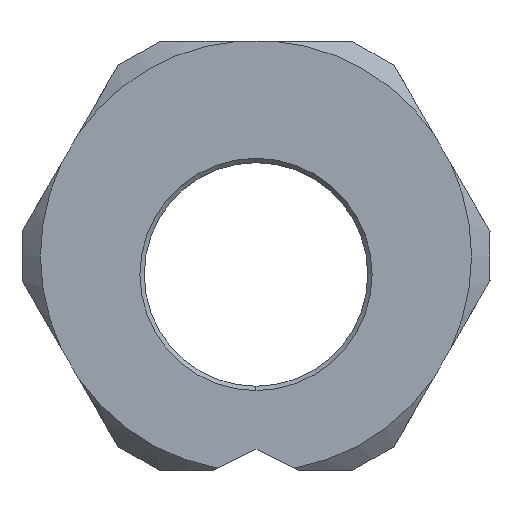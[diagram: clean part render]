
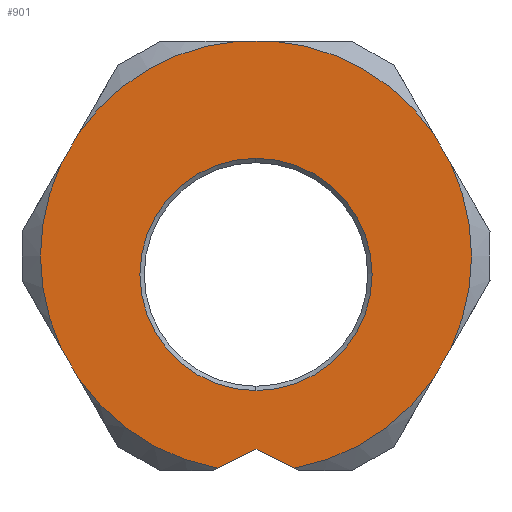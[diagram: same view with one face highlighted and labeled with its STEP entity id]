
A CAD part, front view. The second image highlights one B-rep face of the part: STEP entity #901.
In plain terms, the highlighted planar face has unit normal (0, -1, 0).
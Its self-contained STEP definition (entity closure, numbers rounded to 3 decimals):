
#1 = VECTOR ( 'NONE', #676, 1000. ) ;
#3 = EDGE_CURVE ( 'NONE', #1130, #281, #180, .T. ) ;
#8 = DIRECTION ( 'NONE',  ( 0.5, 0., 0.866 ) ) ;
#13 = LINE ( 'NONE', #264, #1160 ) ;
#25 = CIRCLE ( 'NONE', #971, 4.966 ) ;
#41 = EDGE_CURVE ( 'NONE', #856, #124, #1234, .T. ) ;
#87 = EDGE_CURVE ( 'NONE', #500, #1095, #25, .T. ) ;
#92 = CIRCLE ( 'NONE', #776, 4.966 ) ;
#105 = CARTESIAN_POINT ( 'NONE',  ( 4.089, 0., -2.817 ) ) ;
#109 = PLANE ( 'NONE',  #1076 ) ;
#114 = EDGE_CURVE ( 'NONE', #646, #611, #92, .T. ) ;
#115 = DIRECTION ( 'NONE',  ( 0., 0., 1. ) ) ;
#124 = VERTEX_POINT ( 'NONE', #1247 ) ;
#135 = ORIENTED_EDGE ( 'NONE', *, *, #1161, .F. ) ;
#152 = CARTESIAN_POINT ( 'NONE',  ( 0.395, 0., 4.95 ) ) ;
#155 = DIRECTION ( 'NONE',  ( 0., 1., 0. ) ) ;
#156 = CARTESIAN_POINT ( 'NONE',  ( 0., 0., 0. ) ) ;
#163 = DIRECTION ( 'NONE',  ( 0., 0., 1. ) ) ;
#167 = CARTESIAN_POINT ( 'NONE',  ( 0., 0., -0.425 ) ) ;
#178 = CARTESIAN_POINT ( 'NONE',  ( 0., 0., 0. ) ) ;
#180 = CIRCLE ( 'NONE', #929, 2.675 ) ;
#182 = ORIENTED_EDGE ( 'NONE', *, *, #752, .T. ) ;
#187 = DIRECTION ( 'NONE',  ( 0., 1., 0. ) ) ;
#202 = CIRCLE ( 'NONE', #1092, 4.966 ) ;
#208 = CARTESIAN_POINT ( 'NONE',  ( 0., 0., 0. ) ) ;
#218 = CARTESIAN_POINT ( 'NONE',  ( 0., 0., 0. ) ) ;
#225 = EDGE_CURVE ( 'NONE', #124, #530, #661, .T. ) ;
#227 = DIRECTION ( 'NONE',  ( 0., 0., 1. ) ) ;
#235 = EDGE_CURVE ( 'NONE', #611, #475, #367, .T. ) ;
#264 = CARTESIAN_POINT ( 'NONE',  ( 0., 0., -4.45 ) ) ;
#269 = DIRECTION ( 'NONE',  ( 0., 0., 1. ) ) ;
#274 = EDGE_CURVE ( 'NONE', #1005, #640, #1085, .T. ) ;
#275 = AXIS2_PLACEMENT_3D ( 'NONE', #156, #962, #269 ) ;
#281 = VERTEX_POINT ( 'NONE', #490 ) ;
#292 = CARTESIAN_POINT ( 'NONE',  ( -2.858, 0., 4.95 ) ) ;
#295 = EDGE_LOOP ( 'NONE', ( #338, #1156 ) ) ;
#297 = AXIS2_PLACEMENT_3D ( 'NONE', #596, #968, #163 ) ;
#299 = LINE ( 'NONE', #1333, #977 ) ;
#301 = AXIS2_PLACEMENT_3D ( 'NONE', #167, #1321, #391 ) ;
#304 = ORIENTED_EDGE ( 'NONE', *, *, #920, .F. ) ;
#311 = FACE_BOUND ( 'NONE', #295, .T. ) ;
#323 = DIRECTION ( 'NONE',  ( 0., 1., 0. ) ) ;
#338 = ORIENTED_EDGE ( 'NONE', *, *, #3, .T. ) ;
#344 = ORIENTED_EDGE ( 'NONE', *, *, #87, .F. ) ;
#345 = VECTOR ( 'NONE', #685, 1000. ) ;
#348 = LINE ( 'NONE', #665, #1044 ) ;
#367 = LINE ( 'NONE', #1192, #1 ) ;
#368 = CARTESIAN_POINT ( 'NONE',  ( -4.089, 0., 2.817 ) ) ;
#391 = DIRECTION ( 'NONE',  ( 0., 0., 1. ) ) ;
#417 = DIRECTION ( 'NONE',  ( 0., 1., 0. ) ) ;
#420 = EDGE_CURVE ( 'NONE', #281, #1130, #601, .T. ) ;
#421 = CARTESIAN_POINT ( 'NONE',  ( 0., 0., 0. ) ) ;
#434 = CARTESIAN_POINT ( 'NONE',  ( -4.485, 0., 2.133 ) ) ;
#436 = VERTEX_POINT ( 'NONE', #434 ) ;
#442 = VERTEX_POINT ( 'NONE', #1135 ) ;
#443 = ORIENTED_EDGE ( 'NONE', *, *, #274, .F. ) ;
#475 = VERTEX_POINT ( 'NONE', #1157 ) ;
#490 = CARTESIAN_POINT ( 'NONE',  ( 0., 0., 2.25 ) ) ;
#500 = VERTEX_POINT ( 'NONE', #105 ) ;
#503 = EDGE_LOOP ( 'NONE', ( #1180, #182, #1104, #344, #804, #847, #589, #764, #443, #304, #1105, #135, #1351 ) ) ;
#524 = FACE_OUTER_BOUND ( 'NONE', #503, .T. ) ;
#530 = VERTEX_POINT ( 'NONE', #911 ) ;
#579 = CARTESIAN_POINT ( 'NONE',  ( -0.395, 0., 4.95 ) ) ;
#580 = CARTESIAN_POINT ( 'NONE',  ( -0.876, 0., -4.888 ) ) ;
#588 = CARTESIAN_POINT ( 'NONE',  ( 2.858, 0., 4.95 ) ) ;
#589 = ORIENTED_EDGE ( 'NONE', *, *, #41, .F. ) ;
#594 = DIRECTION ( 'NONE',  ( 0., 1., 0. ) ) ;
#596 = CARTESIAN_POINT ( 'NONE',  ( 0., 0., 0. ) ) ;
#601 = CIRCLE ( 'NONE', #301, 2.675 ) ;
#605 = DIRECTION ( 'NONE',  ( 0., 0., 1. ) ) ;
#611 = VERTEX_POINT ( 'NONE', #660 ) ;
#637 = CIRCLE ( 'NONE', #297, 4.966 ) ;
#640 = VERTEX_POINT ( 'NONE', #152 ) ;
#646 = VERTEX_POINT ( 'NONE', #580 ) ;
#660 = CARTESIAN_POINT ( 'NONE',  ( -4.089, 0., -2.817 ) ) ;
#661 = CIRCLE ( 'NONE', #275, 4.966 ) ;
#665 = CARTESIAN_POINT ( 'NONE',  ( 5.716, 0., 0. ) ) ;
#676 = DIRECTION ( 'NONE',  ( -0.5, 0., 0.866 ) ) ;
#685 = DIRECTION ( 'NONE',  ( 1., 0., 0. ) ) ;
#718 = DIRECTION ( 'NONE',  ( 0., 1., 0. ) ) ;
#731 = CARTESIAN_POINT ( 'NONE',  ( -5.716, 0., 0. ) ) ;
#749 = CIRCLE ( 'NONE', #912, 4.966 ) ;
#752 = EDGE_CURVE ( 'NONE', #646, #442, #299, .T. ) ;
#764 = ORIENTED_EDGE ( 'NONE', *, *, #1122, .F. ) ;
#776 = AXIS2_PLACEMENT_3D ( 'NONE', #421, #323, #1034 ) ;
#804 = ORIENTED_EDGE ( 'NONE', *, *, #1072, .F. ) ;
#847 = ORIENTED_EDGE ( 'NONE', *, *, #225, .F. ) ;
#856 = VERTEX_POINT ( 'NONE', #1251 ) ;
#901 = ADVANCED_FACE ( 'NONE', ( #311, #524 ), #109, .F. ) ;
#911 = CARTESIAN_POINT ( 'NONE',  ( 4.485, 0., -2.133 ) ) ;
#912 = AXIS2_PLACEMENT_3D ( 'NONE', #208, #417, #1132 ) ;
#920 = EDGE_CURVE ( 'NONE', #1014, #1005, #749, .T. ) ;
#929 = AXIS2_PLACEMENT_3D ( 'NONE', #1337, #594, #605 ) ;
#962 = DIRECTION ( 'NONE',  ( 0., 1., 0. ) ) ;
#966 = CARTESIAN_POINT ( 'NONE',  ( 0., 0., 0. ) ) ;
#968 = DIRECTION ( 'NONE',  ( 0., 1., 0. ) ) ;
#971 = AXIS2_PLACEMENT_3D ( 'NONE', #966, #155, #227 ) ;
#977 = VECTOR ( 'NONE', #1206, 1000. ) ;
#980 = DIRECTION ( 'NONE',  ( 0.5, 0., -0.866 ) ) ;
#1005 = VERTEX_POINT ( 'NONE', #579 ) ;
#1014 = VERTEX_POINT ( 'NONE', #368 ) ;
#1034 = DIRECTION ( 'NONE',  ( 0., 0., 1. ) ) ;
#1044 = VECTOR ( 'NONE', #1059, 1000. ) ;
#1045 = EDGE_CURVE ( 'NONE', #442, #1095, #13, .T. ) ;
#1046 = VECTOR ( 'NONE', #980, 1000. ) ;
#1059 = DIRECTION ( 'NONE',  ( -0.5, 0., -0.866 ) ) ;
#1072 = EDGE_CURVE ( 'NONE', #530, #500, #348, .T. ) ;
#1076 = AXIS2_PLACEMENT_3D ( 'NONE', #218, #718, #115 ) ;
#1085 = LINE ( 'NONE', #292, #345 ) ;
#1092 = AXIS2_PLACEMENT_3D ( 'NONE', #178, #187, #1106 ) ;
#1095 = VERTEX_POINT ( 'NONE', #1200 ) ;
#1104 = ORIENTED_EDGE ( 'NONE', *, *, #1045, .T. ) ;
#1105 = ORIENTED_EDGE ( 'NONE', *, *, #1306, .F. ) ;
#1106 = DIRECTION ( 'NONE',  ( 0., 0., 1. ) ) ;
#1122 = EDGE_CURVE ( 'NONE', #640, #856, #202, .T. ) ;
#1130 = VERTEX_POINT ( 'NONE', #1205 ) ;
#1132 = DIRECTION ( 'NONE',  ( 0., 0., 1. ) ) ;
#1135 = CARTESIAN_POINT ( 'NONE',  ( 0., 0., -4.45 ) ) ;
#1156 = ORIENTED_EDGE ( 'NONE', *, *, #420, .T. ) ;
#1157 = CARTESIAN_POINT ( 'NONE',  ( -4.485, 0., -2.133 ) ) ;
#1160 = VECTOR ( 'NONE', #1273, 1000. ) ;
#1161 = EDGE_CURVE ( 'NONE', #475, #436, #637, .T. ) ;
#1180 = ORIENTED_EDGE ( 'NONE', *, *, #114, .F. ) ;
#1192 = CARTESIAN_POINT ( 'NONE',  ( -2.858, 0., -4.95 ) ) ;
#1200 = CARTESIAN_POINT ( 'NONE',  ( 0.876, 0., -4.888 ) ) ;
#1205 = CARTESIAN_POINT ( 'NONE',  ( 0., 0., -3.1 ) ) ;
#1206 = DIRECTION ( 'NONE',  ( 0.894, 0., 0.447 ) ) ;
#1234 = LINE ( 'NONE', #588, #1046 ) ;
#1247 = CARTESIAN_POINT ( 'NONE',  ( 4.485, 0., 2.133 ) ) ;
#1251 = CARTESIAN_POINT ( 'NONE',  ( 4.089, 0., 2.817 ) ) ;
#1273 = DIRECTION ( 'NONE',  ( 0.894, 0., -0.447 ) ) ;
#1275 = LINE ( 'NONE', #731, #1361 ) ;
#1306 = EDGE_CURVE ( 'NONE', #436, #1014, #1275, .T. ) ;
#1321 = DIRECTION ( 'NONE',  ( 0., 1., 0. ) ) ;
#1333 = CARTESIAN_POINT ( 'NONE',  ( 0., 0., -4.45 ) ) ;
#1337 = CARTESIAN_POINT ( 'NONE',  ( 0., 0., -0.425 ) ) ;
#1351 = ORIENTED_EDGE ( 'NONE', *, *, #235, .F. ) ;
#1361 = VECTOR ( 'NONE', #8, 1000. ) ;
